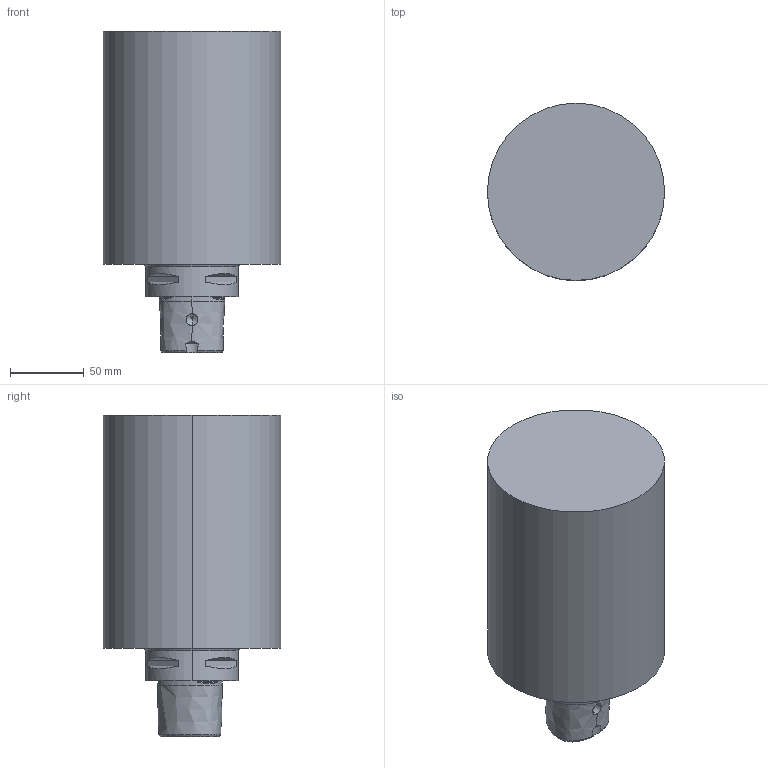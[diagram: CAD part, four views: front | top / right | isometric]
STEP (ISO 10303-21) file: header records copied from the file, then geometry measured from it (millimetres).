
FILE_DESCRIPTION (( 'STEP AP203' ), '1' );
FILE_NAME ('STP-143.001.120.180.STEP', '2017-01-18T08:56:57', ( 'user' ), ( '' ), 'SwSTEP 2.0', 'SolidWorks 2015', '' );
FILE_SCHEMA (( 'CONFIG_CONTROL_DESIGN' ));
Length unit declared in the file: millimetre
Products named in the file (1): STP-143.001.120.180
Bounding box: 120 x 120 x 218 mm (x, y, z)
Volume: 1883830.2 mm3; surface area: 95687.5 mm2
Topology: 1 solids, 1 shells, 78 faces, 184 edges, 112 vertices
Faces by surface type: plane 28, cylinder 17, cone 16, torus 11, bspline 6
Entity records: 4713 total; most frequent: CARTESIAN_POINT 2928, ORIENTED_EDGE 360, DIRECTION 348, EDGE_CURVE 180, AXIS2_PLACEMENT_3D 148, VERTEX_POINT 112, EDGE_LOOP 88, ADVANCED_FACE 78
